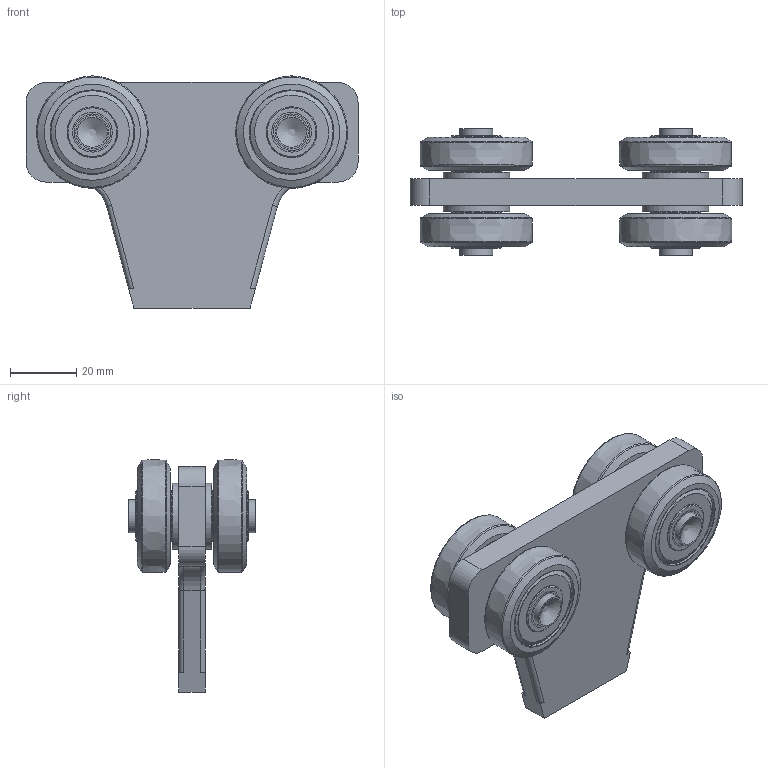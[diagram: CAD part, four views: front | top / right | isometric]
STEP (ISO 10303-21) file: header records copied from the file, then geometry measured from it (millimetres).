
FILE_DESCRIPTION(('STEP AP214'),'1');
FILE_NAME('PMH Åkvagn 1410S.stp','2013-08-07T13:33:53',(' '),(' '),'Spatial InterOp 3D',' ',' ');
FILE_SCHEMA(('automotive_design'));
Length unit declared in the file: millimetre
Products named in the file (66): PMH Profilskena akvagn 1410S; Part65; Part64; Part63; Part62; Part61; Part60; Part59; Part58; Part57; Part56; Part55; Part54; Part53; Part52; Part51; Part50; Part49; Part48; Part47; Part46; Part45; Part44; Part43; Part42; Part41; Part40; Part39; Part38; Part37; Part36; Part35; Part34; Part33; Part32; Part31; Part30; Part29; Part28; Part27 ...
Assembly tree (65 placements, depth 2):
  PMH Profilskena akvagn 1410S
    Part65
    Part64
    Part63
    Part62
    Part61
    Part60
    Part59
    Part58
    Part57
    Part56
    Part55
    Part54
    Part53
    Part52
    Part51
    Part50
    Part49
    Part48
    Part47
    Part46
    Part45
    Part44
    Part43
    Part42
    Part41
    Part40
    Part39
    Part38
    Part37
    Part36
    Part35
    Part34
    Part33
    Part32
    Part31
    Part30
    Part29
    Part28
    Part27
    Part26
    Part25
    Part24
    Part23
    Part22
    Part21
    Part20
    Part19
    Part18
    Part17
    Part16
    Part15
    Part14
    Part13
    Part12
    Part11
    Part10
    Part9
    Part8
    Part7
Bounding box: 100 x 38 x 69.98 mm (x, y, z)
Volume: 73815.1 mm3; surface area: 46988.7 mm2
Topology: 65 solids, 65 shells, 326 faces, 610 edges, 378 vertices
Faces by surface type: plane 106, cylinder 100, cone 48, torus 36, sphere 32, bspline 4
Full cylindrical faces by diameter (mm): 9.98 x4, 10 x4, 10.2 x2, 10.5 x4, 15.3 x16, 16.8 x8, 17.9 x8, 20 x4, 22.1 x8, 23.5 x8, 25.1 x8, 25.5 x16
Entity records: 10721 total; most frequent: DIRECTION 1398, CARTESIAN_POINT 1182, AXIS2_PLACEMENT_3D 676, ORIENTED_EDGE 676, EDGE_LOOP 556, FACE_OUTER_BOUND 420, EDGE_CURVE 338, STYLED_ITEM 326
